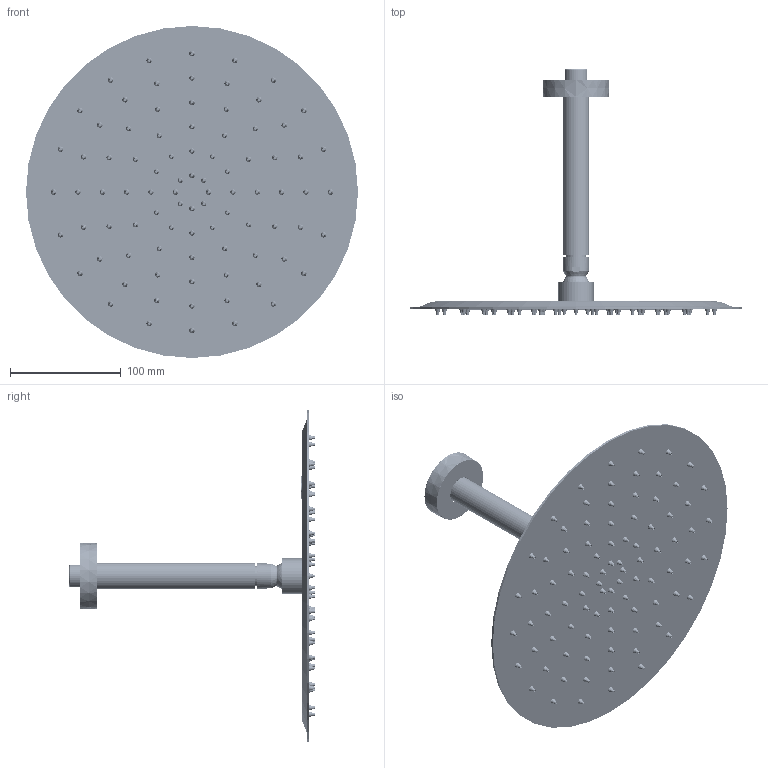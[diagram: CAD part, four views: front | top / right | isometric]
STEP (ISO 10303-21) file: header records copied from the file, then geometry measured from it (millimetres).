
FILE_DESCRIPTION (( 'STEP AP203' ), '1' );
FILE_NAME ('99HP09281.STEP', '2023-12-11T13:47:52', ( '' ), ( '' ), 'SwSTEP 2.0', 'SolidWorks 2021', '' );
FILE_SCHEMA (( 'CONFIG_CONTROL_DESIGN' ));
Length unit declared in the file: millimetre
Products named in the file (1): 99HP09281
Bounding box: 300 x 222.16 x 300 mm (x, y, z)
Volume: 237106.9 mm3; surface area: 330502.2 mm2
Topology: 94 solids, 94 shells, 3454 faces, 6941 edges, 3955 vertices
Faces by surface type: bspline 1770, cylinder 947, plane 492, cone 208, torus 35, sphere 2
Entity records: 119750 total; most frequent: CARTESIAN_POINT 56039, ORIENTED_EDGE 13864, DIRECTION 12823, EDGE_CURVE 6932, AXIS2_PLACEMENT_3D 5812, CIRCLE 4127, VERTEX_POINT 3952, EDGE_LOOP 3924
